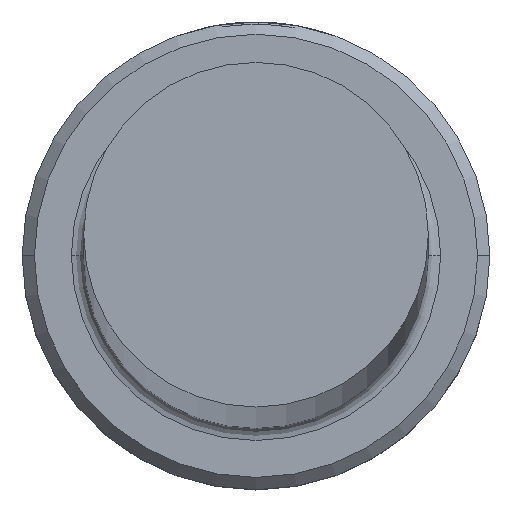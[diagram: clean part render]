
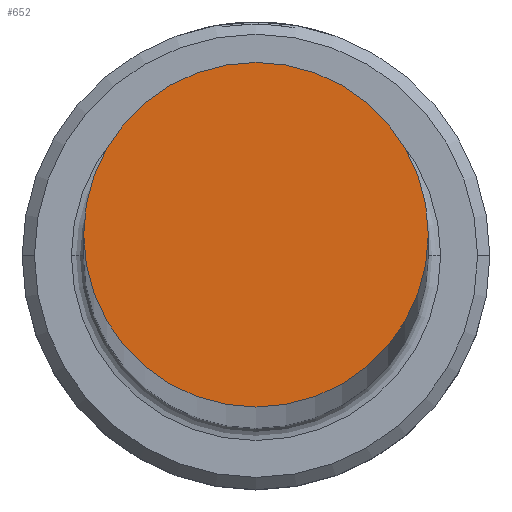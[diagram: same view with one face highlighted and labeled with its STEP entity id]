
A CAD part, top view. The second image highlights one B-rep face of the part: STEP entity #652.
In plain terms, the highlighted planar face has unit normal (0, 0, 1).
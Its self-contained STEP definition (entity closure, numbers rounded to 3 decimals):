
#3 = CARTESIAN_POINT ( 'NONE',  ( 0., 0., 500. ) ) ;
#53 = ORIENTED_EDGE ( 'NONE', *, *, #296, .T. ) ;
#82 = CARTESIAN_POINT ( 'NONE',  ( 0., 0., 500. ) ) ;
#163 = CARTESIAN_POINT ( 'NONE',  ( 0., 0., 500. ) ) ;
#175 = DIRECTION ( 'NONE',  ( 1., 0., 0. ) ) ;
#202 = VERTEX_POINT ( 'NONE', #928 ) ;
#266 = VERTEX_POINT ( 'NONE', #616 ) ;
#296 = EDGE_CURVE ( 'NONE', #202, #266, #572, .T. ) ;
#444 = DIRECTION ( 'NONE',  ( 1., 0., 0. ) ) ;
#448 = FACE_OUTER_BOUND ( 'NONE', #558, .T. ) ;
#558 = EDGE_LOOP ( 'NONE', ( #788, #53 ) ) ;
#572 = CIRCLE ( 'NONE', #1066, 7. ) ;
#616 = CARTESIAN_POINT ( 'NONE',  ( -7., 0., 500. ) ) ;
#652 = ADVANCED_FACE ( 'NONE', ( #448 ), #906, .T. ) ;
#728 = DIRECTION ( 'NONE',  ( 0., 0., 1. ) ) ;
#775 = CIRCLE ( 'NONE', #802, 7. ) ;
#788 = ORIENTED_EDGE ( 'NONE', *, *, #1196, .T. ) ;
#802 = AXIS2_PLACEMENT_3D ( 'NONE', #82, #728, #175 ) ;
#828 = AXIS2_PLACEMENT_3D ( 'NONE', #163, #1006, #444 ) ;
#837 = DIRECTION ( 'NONE',  ( 1., 0., 0. ) ) ;
#906 = PLANE ( 'NONE',  #828 ) ;
#928 = CARTESIAN_POINT ( 'NONE',  ( 7., 0., 500. ) ) ;
#938 = DIRECTION ( 'NONE',  ( 0., 0., 1. ) ) ;
#1006 = DIRECTION ( 'NONE',  ( 0., 0., 1. ) ) ;
#1066 = AXIS2_PLACEMENT_3D ( 'NONE', #3, #938, #837 ) ;
#1196 = EDGE_CURVE ( 'NONE', #266, #202, #775, .T. ) ;
